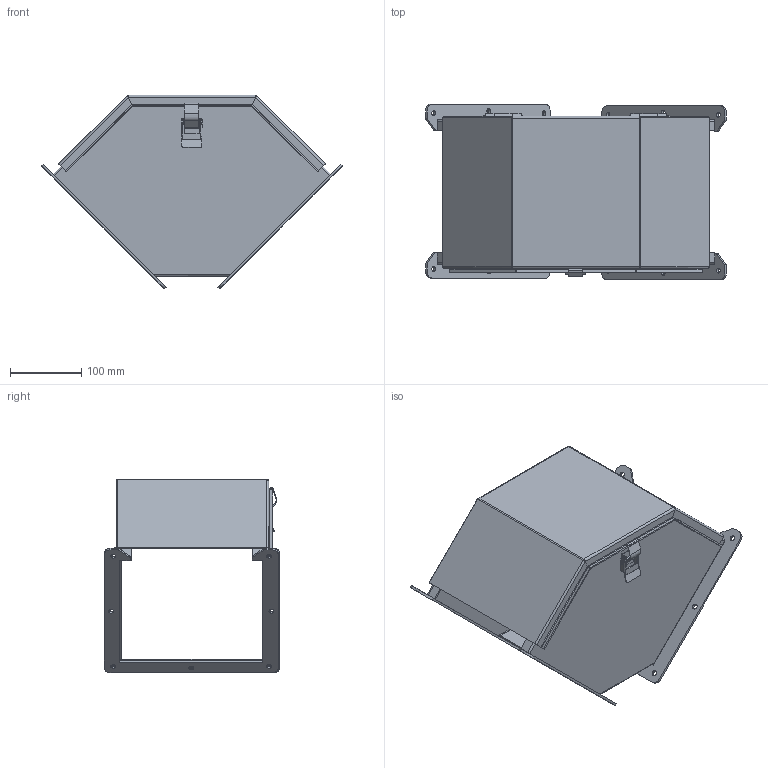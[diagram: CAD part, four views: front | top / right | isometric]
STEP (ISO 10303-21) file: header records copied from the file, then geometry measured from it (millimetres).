
FILE_DESCRIPTION (( 'STEP AP203' ), '1' );
FILE_NAME ('1485E9Q.step', '2020-11-19T14:40:11', ( 'ADC123' ), ( 'Microsoft' ), 'SwSTEP 2.0', 'SolidWorks 2019', '' );
FILE_SCHEMA (( 'CONFIG_CONTROL_DESIGN' ));
Length unit declared in the file: inch
Products named in the file (1): 1485E9Q
Bounding box: 422.83 x 246.58 x 272.24 mm (x, y, z)
Volume: 647094.8 mm3; surface area: 685466.9 mm2
Topology: 13 solids, 13 shells, 378 faces, 958 edges, 604 vertices
Faces by surface type: plane 228, cylinder 130, bspline 20
Full cylindrical faces by diameter (mm): 3.175 x3, 3.302 x2, 3.969 x2, 4.166 x2, 4.763 x3, 7.137 x14
Entity records: 12065 total; most frequent: CARTESIAN_POINT 2961, ORIENTED_EDGE 1846, DIRECTION 1832, EDGE_CURVE 923, LINE 648, VECTOR 648, VERTEX_POINT 603, AXIS2_PLACEMENT_3D 592
